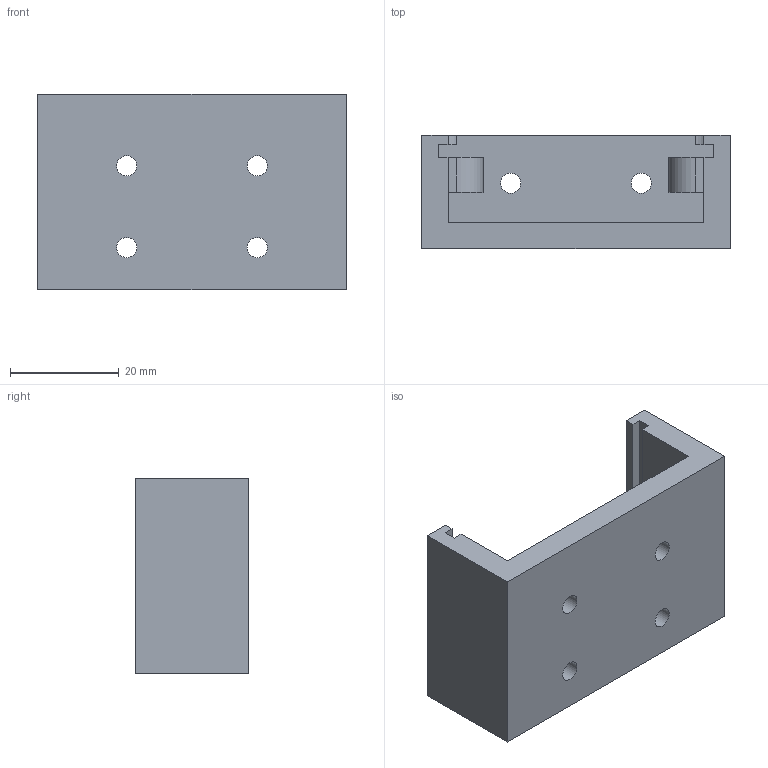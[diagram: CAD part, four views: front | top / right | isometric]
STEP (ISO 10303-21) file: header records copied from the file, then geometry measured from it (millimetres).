
FILE_DESCRIPTION(/* description */ (''),/* implementation_level */ '2;1');
FILE_NAME(/* name */ 'High Power FET holder Plate Mount 1_9.stp',/* time_stamp */ '2017-04-21T02:39:58-04:00',/* author */ (''),/* organization */ (''),/* preprocessor_version */ 'ST-DEVELOPER v14.6',/* originating_system */ '',/* authorisation */ '');
FILE_SCHEMA (('AUTOMOTIVE_DESIGN { 1 2 10303 214 1 1 1 1 }'));
Length unit declared in the file: centimetre
Products named in the file (2): 1234-K789
Bounding box: 56.6 x 20.8 x 36 mm (x, y, z)
Volume: 18186.4 mm3; surface area: 9597.3 mm2
Topology: 1 solids, 1 shells, 38 faces, 112 edges, 76 vertices
Faces by surface type: plane 24, cylinder 14
Full cylindrical faces by diameter (mm): 2.8 x2, 3.7 x6
Entity records: 1262 total; most frequent: CARTESIAN_POINT 213, DIRECTION 210, ORIENTED_EDGE 200, EDGE_CURVE 100, LINE 72, VECTOR 72, VERTEX_POINT 72, AXIS2_PLACEMENT_3D 69
